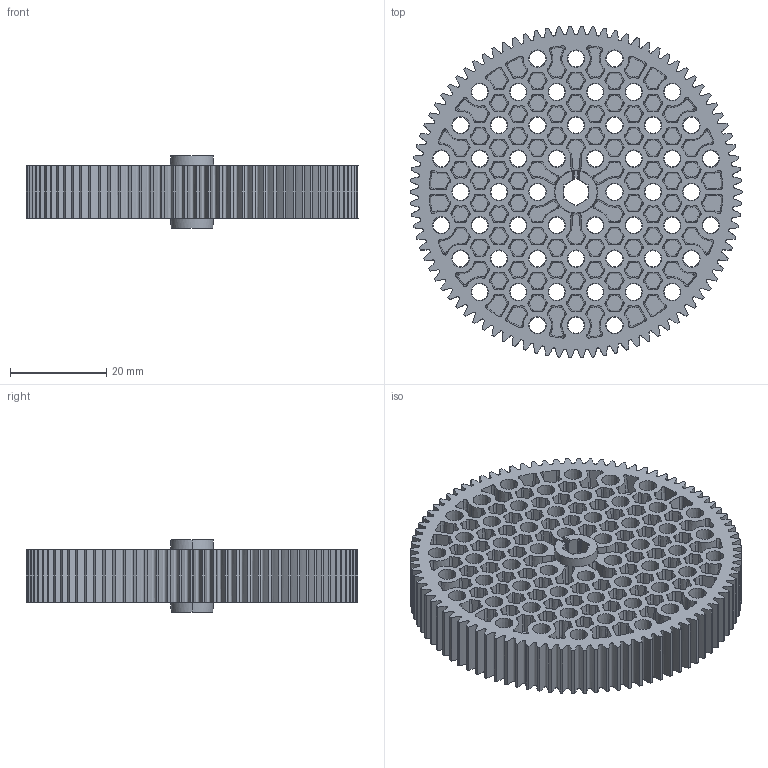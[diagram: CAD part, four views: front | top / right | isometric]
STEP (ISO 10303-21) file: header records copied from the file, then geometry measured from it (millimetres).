
FILE_DESCRIPTION (( 'STEP AP203' ), '1' );
FILE_NAME ('REV-41-1337_Default.step', '2016-09-04T21:43:43', ( '' ), ( '' ), 'SwSTEP 2.0', 'SolidWorks 2015', '' );
FILE_SCHEMA (( 'CONFIG_CONTROL_DESIGN' ));
Length unit declared in the file: inch
Products named in the file (1): REV-41-1337_Default
Bounding box: 69 x 68.97 x 15 mm (x, y, z)
Volume: 23536.4 mm3; surface area: 26457.1 mm2
Topology: 1 solids, 1 shells, 2767 faces, 7683 edges, 5086 vertices
Faces by surface type: bspline 1146, cone 796, plane 712, cylinder 113
Entity records: 132987 total; most frequent: CARTESIAN_POINT 72338, ORIENTED_EDGE 15366, DIRECTION 8237, EDGE_CURVE 7683, VERTEX_POINT 5086, B_SPLINE_CURVE_WITH_KNOTS 4398, AXIS2_PLACEMENT_3D 3340, EDGE_LOOP 3045
